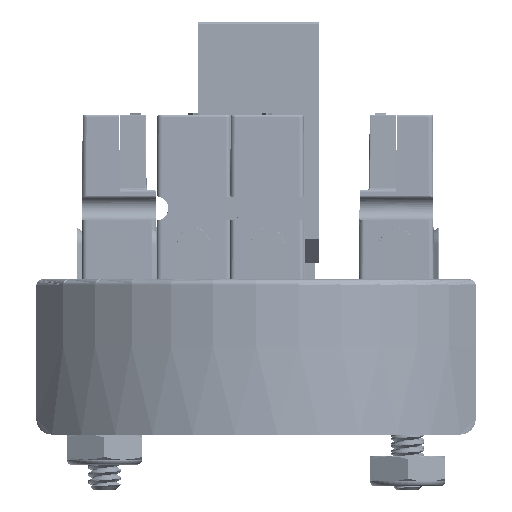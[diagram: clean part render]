
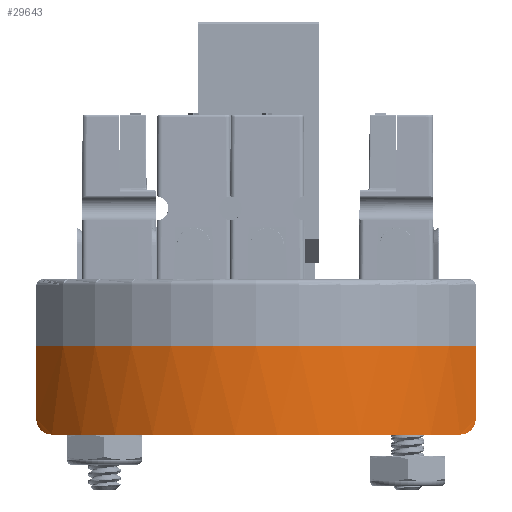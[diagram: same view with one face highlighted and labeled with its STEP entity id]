
A CAD part, left-side view. The second image highlights one B-rep face of the part: STEP entity #29643.
In plain terms, the highlighted cylindrical face has radius 27.75 mm (diameter 55.499 mm), a partial arc.
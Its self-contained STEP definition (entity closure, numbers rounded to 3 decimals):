
#331 = CARTESIAN_POINT ( 'NONE',  ( -36.58, 0., 21.527 ) ) ;
#2293 = CARTESIAN_POINT ( 'NONE',  ( -35.007, 0.491, -22.718 ) ) ;
#3410 = ORIENTED_EDGE ( 'NONE', *, *, #28673, .F. ) ;
#4384 = LINE ( 'NONE', #7981, #30199 ) ;
#4819 = EDGE_LOOP ( 'NONE', ( #31728, #55916, #57923, #6679, #40273, #3410 ) ) ;
#6459 = CARTESIAN_POINT ( 'NONE',  ( -35.437, 0.242, -22.41 ) ) ;
#6679 = ORIENTED_EDGE ( 'NONE', *, *, #52086, .T. ) ;
#6810 = CARTESIAN_POINT ( 'NONE',  ( -36.58, 0., -21.526 ) ) ;
#7981 = CARTESIAN_POINT ( 'NONE',  ( -34.328, 3.175, 23.177 ) ) ;
#7982 = AXIS2_PLACEMENT_3D ( 'NONE', #13652, #19139, #55573 ) ;
#9152 = LINE ( 'NONE', #30075, #40345 ) ;
#9362 = VERTEX_POINT ( 'NONE', #34132 ) ;
#10694 = CARTESIAN_POINT ( 'NONE',  ( -34.543, 0.97, 23.035 ) ) ;
#11034 = AXIS2_PLACEMENT_3D ( 'NONE', #29393, #25238, #66146 ) ;
#11242 = CARTESIAN_POINT ( 'NONE',  ( -34.328, 1.651, -23.177 ) ) ;
#12644 = CARTESIAN_POINT ( 'NONE',  ( -34.328, 1.501, 23.178 ) ) ;
#13652 = CARTESIAN_POINT ( 'NONE',  ( -19.069, 9.398, 0. ) ) ;
#17883 = FACE_OUTER_BOUND ( 'NONE', #4819, .T. ) ;
#19139 = DIRECTION ( 'NONE',  ( 0., 1., 0. ) ) ;
#21308 = CARTESIAN_POINT ( 'NONE',  ( -34.467, 1.09, 23.085 ) ) ;
#21657 = CARTESIAN_POINT ( 'NONE',  ( -34.328, 1.651, 23.177 ) ) ;
#21706 = CARTESIAN_POINT ( 'NONE',  ( -34.328, 9.398, -23.177 ) ) ;
#22922 = CARTESIAN_POINT ( 'NONE',  ( -35.668, 0.151, 22.239 ) ) ;
#25238 = DIRECTION ( 'NONE',  ( 0., 1., 0. ) ) ;
#25401 = VERTEX_POINT ( 'NONE', #56675 ) ;
#26161 = CARTESIAN_POINT ( 'NONE',  ( -36.122, 0.031, 21.893 ) ) ;
#27583 = EDGE_CURVE ( 'NONE', #50779, #9362, #57727, .T. ) ;
#27634 = AXIS2_PLACEMENT_3D ( 'NONE', #53647, #38856, #28213 ) ;
#27778 = CARTESIAN_POINT ( 'NONE',  ( -34.328, 1.651, -23.177 ) ) ;
#28213 = DIRECTION ( 'NONE',  ( 0., 0., -1. ) ) ;
#28673 = EDGE_CURVE ( 'NONE', #39986, #38905, #57361, .T. ) ;
#29393 = CARTESIAN_POINT ( 'NONE',  ( -19.069, 0., 0. ) ) ;
#29643 = ADVANCED_FACE ( 'NONE', ( #17883 ), #43325, .T. ) ;
#30075 = CARTESIAN_POINT ( 'NONE',  ( -34.328, 3.175, -23.177 ) ) ;
#30199 = VECTOR ( 'NONE', #50200, 1000. ) ;
#30747 = CARTESIAN_POINT ( 'NONE',  ( -34.328, 9.398, 23.177 ) ) ;
#31728 = ORIENTED_EDGE ( 'NONE', *, *, #38774, .T. ) ;
#32328 = CARTESIAN_POINT ( 'NONE',  ( -35.439, 0.241, 22.408 ) ) ;
#32920 = CARTESIAN_POINT ( 'NONE',  ( -34.468, 1.09, -23.085 ) ) ;
#34132 = CARTESIAN_POINT ( 'NONE',  ( -36.58, 0., -21.526 ) ) ;
#38774 = EDGE_CURVE ( 'NONE', #39986, #50779, #9152, .T. ) ;
#38856 = DIRECTION ( 'NONE',  ( 0., -1., 0. ) ) ;
#38905 = VERTEX_POINT ( 'NONE', #30747 ) ;
#39986 = VERTEX_POINT ( 'NONE', #21706 ) ;
#40273 = ORIENTED_EDGE ( 'NONE', *, *, #55022, .F. ) ;
#40345 = VECTOR ( 'NONE', #44206, 1000. ) ;
#40659 = CIRCLE ( 'NONE', #11034, 27.75 ) ;
#43218 = CARTESIAN_POINT ( 'NONE',  ( -36.122, 0.031, -21.893 ) ) ;
#43325 = CYLINDRICAL_SURFACE ( 'NONE', #27634, 27.75 ) ;
#43559 = CARTESIAN_POINT ( 'NONE',  ( -35.665, 0.151, -22.241 ) ) ;
#43912 = CARTESIAN_POINT ( 'NONE',  ( -34.543, 0.969, -23.035 ) ) ;
#44206 = DIRECTION ( 'NONE',  ( 0., -1., 0. ) ) ;
#44263 = CARTESIAN_POINT ( 'NONE',  ( -35.007, 0.491, 22.718 ) ) ;
#45297 = CARTESIAN_POINT ( 'NONE',  ( -34.328, 1.651, 23.177 ) ) ;
#47475 = VERTEX_POINT ( 'NONE', #45297 ) ;
#49042 = CARTESIAN_POINT ( 'NONE',  ( -34.797, 0.652, 22.863 ) ) ;
#50200 = DIRECTION ( 'NONE',  ( 0., -1., 0. ) ) ;
#50779 = VERTEX_POINT ( 'NONE', #11242 ) ;
#52086 = EDGE_CURVE ( 'NONE', #25401, #47475, #65570, .T. ) ;
#52258 = CARTESIAN_POINT ( 'NONE',  ( -34.36, 1.356, 23.157 ) ) ;
#53647 = CARTESIAN_POINT ( 'NONE',  ( -19.069, 3.175, 0. ) ) ;
#53871 = CARTESIAN_POINT ( 'NONE',  ( -36.351, 0., -21.713 ) ) ;
#54542 = CARTESIAN_POINT ( 'NONE',  ( -34.797, 0.652, -22.863 ) ) ;
#54550 = CARTESIAN_POINT ( 'NONE',  ( -36.351, 0., 21.713 ) ) ;
#54884 = CARTESIAN_POINT ( 'NONE',  ( -34.36, 1.355, -23.157 ) ) ;
#55022 = EDGE_CURVE ( 'NONE', #38905, #47475, #4384, .T. ) ;
#55573 = DIRECTION ( 'NONE',  ( 0., 0., 1. ) ) ;
#55916 = ORIENTED_EDGE ( 'NONE', *, *, #27583, .T. ) ;
#56675 = CARTESIAN_POINT ( 'NONE',  ( -36.58, 0., 21.527 ) ) ;
#57361 = CIRCLE ( 'NONE', #7982, 27.75 ) ;
#57727 = B_SPLINE_CURVE_WITH_KNOTS ( 'NONE', 3,
 ( #27778, #58693, #54884, #32920, #43912, #54542, #2293, #6459, #43559, #43218, #53871, #6810 ),
 .UNSPECIFIED., .F., .F.,
 ( 4, 2, 2, 2, 2, 4 ),
 ( 0., 0., 0.001, 0.002, 0.003, 0.004 ),
 .UNSPECIFIED. ) ;
#57923 = ORIENTED_EDGE ( 'NONE', *, *, #59541, .T. ) ;
#58693 = CARTESIAN_POINT ( 'NONE',  ( -34.328, 1.501, -23.177 ) ) ;
#59541 = EDGE_CURVE ( 'NONE', #9362, #25401, #40659, .T. ) ;
#65570 = B_SPLINE_CURVE_WITH_KNOTS ( 'NONE', 3,
 ( #331, #54550, #26161, #22922, #32328, #44263, #49042, #10694, #21308, #52258, #12644, #21657 ),
 .UNSPECIFIED., .F., .F.,
 ( 4, 2, 2, 2, 2, 4 ),
 ( 0., 0.001, 0.002, 0.003, 0.003, 0.003 ),
 .UNSPECIFIED. ) ;
#66146 = DIRECTION ( 'NONE',  ( 0., 0., 1. ) ) ;
